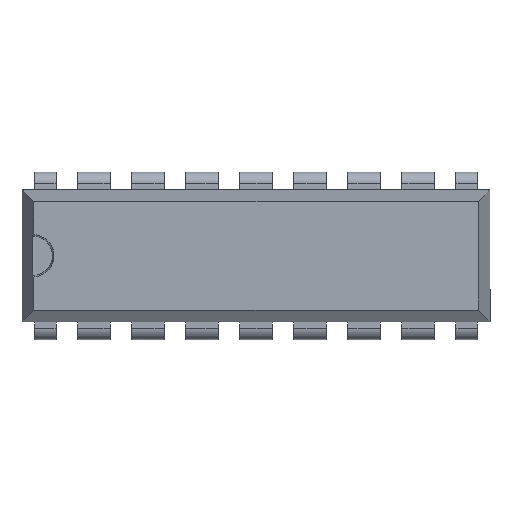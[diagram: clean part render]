
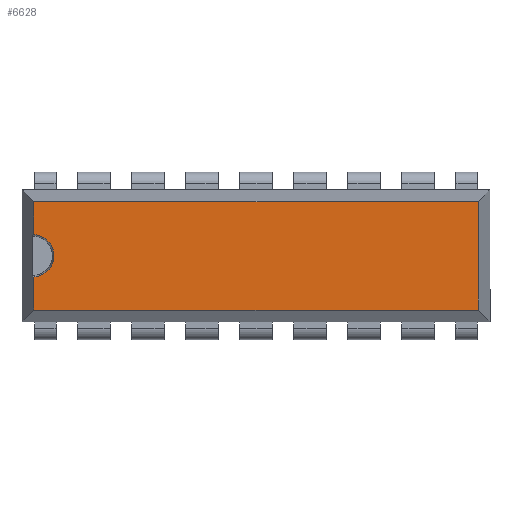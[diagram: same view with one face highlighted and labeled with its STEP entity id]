
A CAD part, top view. The second image highlights one B-rep face of the part: STEP entity #6628.
In plain terms, the highlighted planar face has unit normal (0, 0, 1).
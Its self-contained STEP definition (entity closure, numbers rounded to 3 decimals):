
#105 = DIRECTION ( 'NONE',  ( 1., 0., 0. ) ) ;
#142 = ORIENTED_EDGE ( 'NONE', *, *, #2155, .T. ) ;
#336 = CARTESIAN_POINT ( 'NONE',  ( 26.365, 6.36, 5. ) ) ;
#453 = CIRCLE ( 'NONE', #1469, 1. ) ;
#538 = ORIENTED_EDGE ( 'NONE', *, *, #2304, .T. ) ;
#550 = EDGE_CURVE ( 'NONE', #3597, #8843, #1970, .T. ) ;
#833 = EDGE_CURVE ( 'NONE', #8138, #6309, #4514, .T. ) ;
#912 = AXIS2_PLACEMENT_3D ( 'NONE', #7894, #3540, #8549 ) ;
#1469 = AXIS2_PLACEMENT_3D ( 'NONE', #3849, #6663, #1856 ) ;
#1581 = CARTESIAN_POINT ( 'NONE',  ( 20.61, 6.36, 5. ) ) ;
#1587 = CARTESIAN_POINT ( 'NONE',  ( -0.29, 2.811, 5. ) ) ;
#1856 = DIRECTION ( 'NONE',  ( 1., 0., 0. ) ) ;
#1883 = CARTESIAN_POINT ( 'NONE',  ( -0.29, 4.809, 5. ) ) ;
#1894 = FACE_OUTER_BOUND ( 'NONE', #7370, .T. ) ;
#1970 = LINE ( 'NONE', #6823, #4640 ) ;
#2132 = CARTESIAN_POINT ( 'NONE',  ( -0.29, 1.26, 5. ) ) ;
#2155 = EDGE_CURVE ( 'NONE', #8843, #2582, #453, .T. ) ;
#2163 = DIRECTION ( 'NONE',  ( 0., 1., 0. ) ) ;
#2304 = EDGE_CURVE ( 'NONE', #6309, #9017, #3343, .T. ) ;
#2378 = LINE ( 'NONE', #5584, #4840 ) ;
#2582 = VERTEX_POINT ( 'NONE', #6560 ) ;
#2853 = VECTOR ( 'NONE', #6090, 1000. ) ;
#3320 = ORIENTED_EDGE ( 'NONE', *, *, #833, .T. ) ;
#3343 = LINE ( 'NONE', #4894, #5107 ) ;
#3540 = DIRECTION ( 'NONE',  ( 0., 0., -1. ) ) ;
#3561 = ORIENTED_EDGE ( 'NONE', *, *, #550, .T. ) ;
#3597 = VERTEX_POINT ( 'NONE', #8581 ) ;
#3740 = ORIENTED_EDGE ( 'NONE', *, *, #8812, .F. ) ;
#3849 = CARTESIAN_POINT ( 'NONE',  ( -0.34, 3.81, 5. ) ) ;
#3960 = DIRECTION ( 'NONE',  ( 0., -1., 0. ) ) ;
#3975 = PLANE ( 'NONE',  #8239 ) ;
#4275 = ORIENTED_EDGE ( 'NONE', *, *, #5571, .T. ) ;
#4514 = LINE ( 'NONE', #8791, #7147 ) ;
#4640 = VECTOR ( 'NONE', #3960, 1000. ) ;
#4819 = EDGE_CURVE ( 'NONE', #2582, #8138, #8659, .T. ) ;
#4840 = VECTOR ( 'NONE', #2163, 1000. ) ;
#4894 = CARTESIAN_POINT ( 'NONE',  ( 26.365, 1.26, 5. ) ) ;
#5107 = VECTOR ( 'NONE', #6887, 1000. ) ;
#5571 = EDGE_CURVE ( 'NONE', #9017, #5870, #2378, .T. ) ;
#5584 = CARTESIAN_POINT ( 'NONE',  ( 20.61, -4.495, 5. ) ) ;
#5631 = DIRECTION ( 'NONE',  ( 0., 0., 1. ) ) ;
#5870 = VERTEX_POINT ( 'NONE', #1581 ) ;
#6090 = DIRECTION ( 'NONE',  ( 1., 0., 0. ) ) ;
#6309 = VERTEX_POINT ( 'NONE', #2132 ) ;
#6560 = CARTESIAN_POINT ( 'NONE',  ( 0.66, 3.81, 5. ) ) ;
#6628 = ADVANCED_FACE ( 'NONE', ( #1894 ), #3975, .T. ) ;
#6663 = DIRECTION ( 'NONE',  ( 0., 0., -1. ) ) ;
#6823 = CARTESIAN_POINT ( 'NONE',  ( -0.29, 0.71, 5. ) ) ;
#6887 = DIRECTION ( 'NONE',  ( 1., 0., 0. ) ) ;
#6976 = CARTESIAN_POINT ( 'NONE',  ( 1.27, 0.71, 5. ) ) ;
#7090 = ORIENTED_EDGE ( 'NONE', *, *, #4819, .T. ) ;
#7142 = CARTESIAN_POINT ( 'NONE',  ( 20.61, 1.26, 5. ) ) ;
#7147 = VECTOR ( 'NONE', #7408, 1000. ) ;
#7370 = EDGE_LOOP ( 'NONE', ( #3740, #3561, #142, #7090, #3320, #538, #4275 ) ) ;
#7408 = DIRECTION ( 'NONE',  ( 0., -1., 0. ) ) ;
#7894 = CARTESIAN_POINT ( 'NONE',  ( -0.34, 3.81, 5. ) ) ;
#8138 = VERTEX_POINT ( 'NONE', #1587 ) ;
#8239 = AXIS2_PLACEMENT_3D ( 'NONE', #6976, #5631, #105 ) ;
#8549 = DIRECTION ( 'NONE',  ( 1., 0., 0. ) ) ;
#8581 = CARTESIAN_POINT ( 'NONE',  ( -0.29, 6.36, 5. ) ) ;
#8659 = CIRCLE ( 'NONE', #912, 1. ) ;
#8791 = CARTESIAN_POINT ( 'NONE',  ( -0.29, 0.71, 5. ) ) ;
#8812 = EDGE_CURVE ( 'NONE', #3597, #5870, #8887, .T. ) ;
#8843 = VERTEX_POINT ( 'NONE', #1883 ) ;
#8887 = LINE ( 'NONE', #336, #2853 ) ;
#9017 = VERTEX_POINT ( 'NONE', #7142 ) ;
